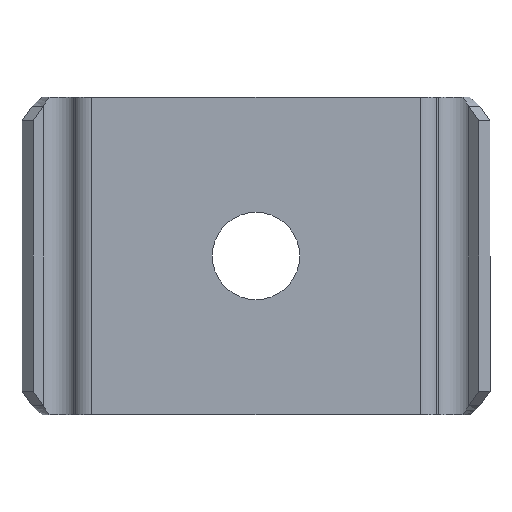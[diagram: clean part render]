
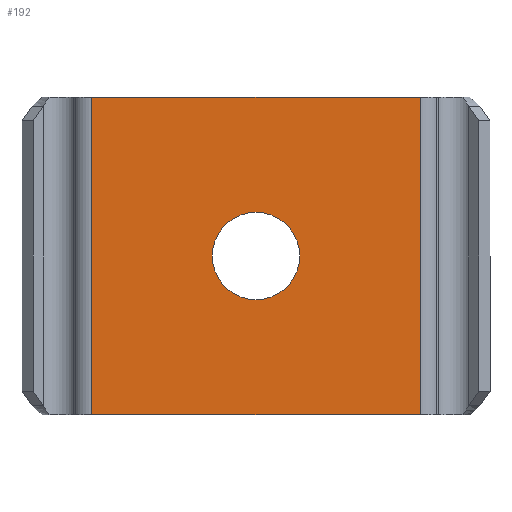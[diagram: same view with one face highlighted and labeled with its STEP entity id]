
A CAD part, front view. The second image highlights one B-rep face of the part: STEP entity #192.
In plain terms, the highlighted planar face has unit normal (0, -1, 0).
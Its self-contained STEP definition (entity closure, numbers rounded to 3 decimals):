
#4 = FACE_BOUND ( 'NONE', #743, .T. ) ;
#34 = VECTOR ( 'NONE', #725, 1000. ) ;
#43 = DIRECTION ( 'NONE',  ( 0., 1., 0. ) ) ;
#61 = PLANE ( 'NONE',  #796 ) ;
#66 = CARTESIAN_POINT ( 'NONE',  ( -20.647, 0., 20. ) ) ;
#129 = VECTOR ( 'NONE', #176, 1000. ) ;
#150 = EDGE_CURVE ( 'NONE', #532, #703, #999, .T. ) ;
#156 = CARTESIAN_POINT ( 'NONE',  ( 20.647, 0., 20. ) ) ;
#158 = LINE ( 'NONE', #740, #129 ) ;
#176 = DIRECTION ( 'NONE',  ( 1., 0., 0. ) ) ;
#189 = EDGE_CURVE ( 'NONE', #1019, #215, #225, .T. ) ;
#192 = ADVANCED_FACE ( 'NONE', ( #4, #468 ), #61, .F. ) ;
#212 = ORIENTED_EDGE ( 'NONE', *, *, #841, .T. ) ;
#214 = CARTESIAN_POINT ( 'NONE',  ( 20.647, 0., 20. ) ) ;
#215 = VERTEX_POINT ( 'NONE', #1004 ) ;
#225 = LINE ( 'NONE', #66, #34 ) ;
#245 = CARTESIAN_POINT ( 'NONE',  ( 0., 0., 0. ) ) ;
#251 = DIRECTION ( 'NONE',  ( 0., 0., 1. ) ) ;
#294 = CARTESIAN_POINT ( 'NONE',  ( 0., 0., 5.5 ) ) ;
#307 = DIRECTION ( 'NONE',  ( 1., 0., 0. ) ) ;
#335 = DIRECTION ( 'NONE',  ( 0., 0., 1. ) ) ;
#346 = LINE ( 'NONE', #1138, #791 ) ;
#388 = DIRECTION ( 'NONE',  ( 0., 0., -1. ) ) ;
#414 = AXIS2_PLACEMENT_3D ( 'NONE', #610, #43, #705 ) ;
#468 = FACE_OUTER_BOUND ( 'NONE', #825, .T. ) ;
#476 = AXIS2_PLACEMENT_3D ( 'NONE', #245, #903, #335 ) ;
#488 = VERTEX_POINT ( 'NONE', #585 ) ;
#524 = VERTEX_POINT ( 'NONE', #214 ) ;
#532 = VERTEX_POINT ( 'NONE', #868 ) ;
#580 = ORIENTED_EDGE ( 'NONE', *, *, #1080, .F. ) ;
#585 = CARTESIAN_POINT ( 'NONE',  ( 20.647, 0., -20. ) ) ;
#610 = CARTESIAN_POINT ( 'NONE',  ( 0., 0., 0. ) ) ;
#622 = CIRCLE ( 'NONE', #414, 5.5 ) ;
#646 = ORIENTED_EDGE ( 'NONE', *, *, #778, .T. ) ;
#703 = VERTEX_POINT ( 'NONE', #294 ) ;
#705 = DIRECTION ( 'NONE',  ( 0., 0., 1. ) ) ;
#725 = DIRECTION ( 'NONE',  ( 0., 0., -1. ) ) ;
#730 = CARTESIAN_POINT ( 'NONE',  ( -20.647, 0., 20. ) ) ;
#740 = CARTESIAN_POINT ( 'NONE',  ( 20.647, 0., 20. ) ) ;
#743 = EDGE_LOOP ( 'NONE', ( #212, #1183 ) ) ;
#778 = EDGE_CURVE ( 'NONE', #215, #488, #1143, .T. ) ;
#791 = VECTOR ( 'NONE', #388, 1000. ) ;
#796 = AXIS2_PLACEMENT_3D ( 'NONE', #156, #817, #251 ) ;
#817 = DIRECTION ( 'NONE',  ( 0., 1., 0. ) ) ;
#825 = EDGE_LOOP ( 'NONE', ( #646, #1077, #580, #1003 ) ) ;
#841 = EDGE_CURVE ( 'NONE', #703, #532, #622, .T. ) ;
#868 = CARTESIAN_POINT ( 'NONE',  ( 0., 0., -5.5 ) ) ;
#903 = DIRECTION ( 'NONE',  ( 0., 1., 0. ) ) ;
#927 = VECTOR ( 'NONE', #307, 1000. ) ;
#968 = CARTESIAN_POINT ( 'NONE',  ( 20.647, 0., -20. ) ) ;
#999 = CIRCLE ( 'NONE', #476, 5.5 ) ;
#1003 = ORIENTED_EDGE ( 'NONE', *, *, #189, .T. ) ;
#1004 = CARTESIAN_POINT ( 'NONE',  ( -20.647, 0., -20. ) ) ;
#1019 = VERTEX_POINT ( 'NONE', #730 ) ;
#1077 = ORIENTED_EDGE ( 'NONE', *, *, #1160, .F. ) ;
#1080 = EDGE_CURVE ( 'NONE', #1019, #524, #158, .T. ) ;
#1138 = CARTESIAN_POINT ( 'NONE',  ( 20.647, 0., 20. ) ) ;
#1143 = LINE ( 'NONE', #968, #927 ) ;
#1160 = EDGE_CURVE ( 'NONE', #524, #488, #346, .T. ) ;
#1183 = ORIENTED_EDGE ( 'NONE', *, *, #150, .T. ) ;
